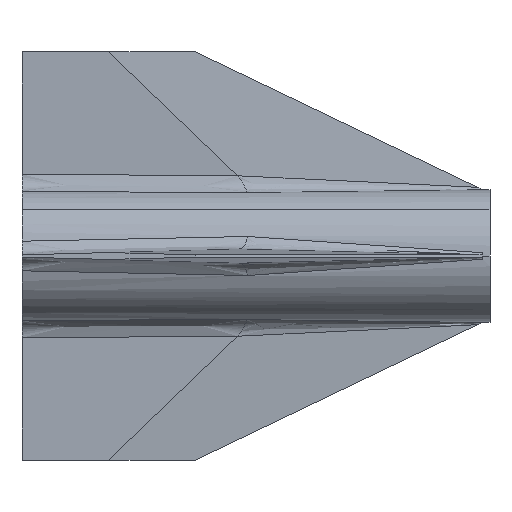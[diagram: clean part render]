
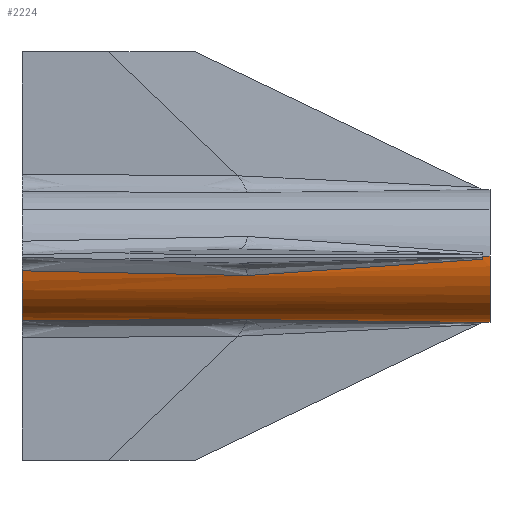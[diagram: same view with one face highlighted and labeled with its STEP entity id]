
A CAD part, left-side view. The second image highlights one B-rep face of the part: STEP entity #2224.
In plain terms, the highlighted cylindrical face has radius 28.702 mm (diameter 57.404 mm), a partial arc.
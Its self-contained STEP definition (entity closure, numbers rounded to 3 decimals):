
#1213=CARTESIAN_POINT('Vertex',(-1.41,-200.139,-28.667)) ;
#1217=CARTESIAN_POINT('Control Point',(-1.41,-200.139,-28.667)) ;
#1218=CARTESIAN_POINT('Control Point',(-1.443,-199.752,-28.666)) ;
#1219=CARTESIAN_POINT('Control Point',(-1.475,-199.364,-28.664)) ;
#1220=CARTESIAN_POINT('Control Point',(-1.508,-198.976,-28.662)) ;
#1221=CARTESIAN_POINT('Control Point',(-1.836,-195.063,-28.645)) ;
#1222=CARTESIAN_POINT('Control Point',(-2.158,-191.149,-28.623)) ;
#1223=CARTESIAN_POINT('Control Point',(-2.442,-187.623,-28.6)) ;
#1224=CARTESIAN_POINT('Control Point',(-3.859,-169.7,-28.468)) ;
#1225=CARTESIAN_POINT('Control Point',(-5.144,-151.77,-28.265)) ;
#1226=CARTESIAN_POINT('Control Point',(-6.105,-137.369,-28.069)) ;
#1227=CARTESIAN_POINT('Control Point',(-7.132,-120.889,-27.817)) ;
#1228=CARTESIAN_POINT('Control Point',(-8.086,-104.407,-27.54)) ;
#1229=CARTESIAN_POINT('Control Point',(-8.205,-102.334,-27.505)) ;
#1230=CARTESIAN_POINT('Control Point',(-8.323,-100.261,-27.469)) ;
#1231=CARTESIAN_POINT('Control Point',(-8.44,-98.187,-27.433)) ;
#1232=CARTESIAN_POINT('Vertex',(-8.44,-98.187,-27.433)) ;
#1296=CARTESIAN_POINT('Vertex',(0.,-200.067,-28.702)) ;
#1300=CARTESIAN_POINT('Control Point',(0.,-200.067,-28.702)) ;
#1301=CARTESIAN_POINT('Control Point',(-0.1,-200.067,-28.702)) ;
#1302=CARTESIAN_POINT('Control Point',(-0.2,-200.068,-28.702)) ;
#1303=CARTESIAN_POINT('Control Point',(-0.3,-200.07,-28.701)) ;
#1304=CARTESIAN_POINT('Control Point',(-0.582,-200.078,-28.697)) ;
#1305=CARTESIAN_POINT('Control Point',(-0.865,-200.093,-28.69)) ;
#1306=CARTESIAN_POINT('Control Point',(-1.047,-200.105,-28.684)) ;
#1307=CARTESIAN_POINT('Control Point',(-1.229,-200.121,-28.676)) ;
#1308=CARTESIAN_POINT('Control Point',(-1.41,-200.139,-28.667)) ;
#1479=CARTESIAN_POINT('Control Point',(-28.667,-200.139,-1.41)) ;
#1480=CARTESIAN_POINT('Control Point',(-28.666,-199.752,-1.443)) ;
#1481=CARTESIAN_POINT('Control Point',(-28.664,-199.364,-1.475)) ;
#1482=CARTESIAN_POINT('Control Point',(-28.662,-198.976,-1.508)) ;
#1483=CARTESIAN_POINT('Control Point',(-28.645,-195.063,-1.836)) ;
#1484=CARTESIAN_POINT('Control Point',(-28.623,-191.149,-2.158)) ;
#1485=CARTESIAN_POINT('Control Point',(-28.6,-187.623,-2.442)) ;
#1486=CARTESIAN_POINT('Control Point',(-28.468,-169.7,-3.859)) ;
#1487=CARTESIAN_POINT('Control Point',(-28.265,-151.77,-5.144)) ;
#1488=CARTESIAN_POINT('Control Point',(-28.069,-137.369,-6.105)) ;
#1489=CARTESIAN_POINT('Control Point',(-27.817,-120.889,-7.132)) ;
#1490=CARTESIAN_POINT('Control Point',(-27.54,-104.407,-8.086)) ;
#1491=CARTESIAN_POINT('Control Point',(-27.505,-102.334,-8.205)) ;
#1492=CARTESIAN_POINT('Control Point',(-27.469,-100.261,-8.323)) ;
#1493=CARTESIAN_POINT('Control Point',(-27.433,-98.187,-8.44)) ;
#1494=CARTESIAN_POINT('Vertex',(-28.667,-200.139,-1.41)) ;
#1496=CARTESIAN_POINT('Vertex',(-27.433,-98.187,-8.44)) ;
#1742=CARTESIAN_POINT('Control Point',(-28.667,-200.139,-1.41)) ;
#1743=CARTESIAN_POINT('Control Point',(-28.676,-200.121,-1.229)) ;
#1744=CARTESIAN_POINT('Control Point',(-28.684,-200.105,-1.047)) ;
#1745=CARTESIAN_POINT('Control Point',(-28.69,-200.093,-0.865)) ;
#1746=CARTESIAN_POINT('Control Point',(-28.697,-200.078,-0.582)) ;
#1747=CARTESIAN_POINT('Control Point',(-28.701,-200.07,-0.3)) ;
#1748=CARTESIAN_POINT('Control Point',(-28.702,-200.068,-0.2)) ;
#1749=CARTESIAN_POINT('Control Point',(-28.702,-200.067,-0.1)) ;
#1750=CARTESIAN_POINT('Control Point',(-28.702,-200.067,0.)) ;
#1751=CARTESIAN_POINT('Vertex',(-28.702,-200.067,0.)) ;
#1869=CARTESIAN_POINT('Vertex',(-28.702,-203.2,0.)) ;
#1872=CARTESIAN_POINT('Axis2P3D Location',(0.,-203.2,0.)) ;
#1876=CARTESIAN_POINT('Vertex',(-20.295,-203.2,-20.295)) ;
#1879=CARTESIAN_POINT('Axis2P3D Location',(0.,-203.2,0.)) ;
#1883=CARTESIAN_POINT('Vertex',(0.,-203.2,-28.702)) ;
#2037=CARTESIAN_POINT('Axis2P3D Location',(0.,-95.25,0.)) ;
#2124=CARTESIAN_POINT('Line Origine',(0.,-95.25,-28.702)) ;
#2186=CARTESIAN_POINT('Control Point',(-6.419,-0.508,-27.975)) ;
#2187=CARTESIAN_POINT('Control Point',(-7.093,-33.068,-27.82)) ;
#2188=CARTESIAN_POINT('Control Point',(-7.766,-65.628,-27.64)) ;
#2189=CARTESIAN_POINT('Control Point',(-8.44,-98.187,-27.433)) ;
#2190=CARTESIAN_POINT('Vertex',(-6.419,-0.508,-27.975)) ;
#2193=CARTESIAN_POINT('Line Origine',(-28.702,-95.25,0.)) ;
#2199=CARTESIAN_POINT('Control Point',(-27.975,-0.508,-6.419)) ;
#2200=CARTESIAN_POINT('Control Point',(-27.82,-33.068,-7.093)) ;
#2201=CARTESIAN_POINT('Control Point',(-27.64,-65.628,-7.766)) ;
#2202=CARTESIAN_POINT('Control Point',(-27.433,-98.187,-8.44)) ;
#2203=CARTESIAN_POINT('Vertex',(-27.975,-0.508,-6.419)) ;
#2206=CARTESIAN_POINT('Axis2P3D Location',(0.,-0.508,0.)) ;
#2126=VECTOR('Line Direction',#2125,1.) ;
#2195=VECTOR('Line Direction',#2194,1.) ;
#1873=DIRECTION('Axis2P3D Direction',(0.,1.,-0.)) ;
#1880=DIRECTION('Axis2P3D Direction',(0.,1.,-0.)) ;
#2038=DIRECTION('Axis2P3D Direction',(-0.,1.,0.)) ;
#2039=DIRECTION('Axis2P3D XDirection',(-0.707,-0.,0.707)) ;
#2125=DIRECTION('Vector Direction',(0.,1.,0.)) ;
#2194=DIRECTION('Vector Direction',(0.,1.,0.)) ;
#2207=DIRECTION('Axis2P3D Direction',(-0.,1.,0.)) ;
#1874=AXIS2_PLACEMENT_3D('Circle Axis2P3D',#1872,#1873,$) ;
#1881=AXIS2_PLACEMENT_3D('Circle Axis2P3D',#1879,#1880,$) ;
#2040=AXIS2_PLACEMENT_3D('Cylinder Axis2P3D',#2037,#2038,#2039) ;
#2208=AXIS2_PLACEMENT_3D('Circle Axis2P3D',#2206,#2207,$) ;
#2127=LINE('Line',#2124,#2126) ;
#2196=LINE('Line',#2193,#2195) ;
#1875=CIRCLE('generated circle',#1874,28.702) ;
#1882=CIRCLE('generated circle',#1881,28.702) ;
#2209=CIRCLE('generated circle',#2208,28.702) ;
#2041=CYLINDRICAL_SURFACE('generated cylinder',#2040,28.702) ;
#1234=EDGE_CURVE('',#1214,#1233,#1216,.T.) ;
#1309=EDGE_CURVE('',#1214,#1297,#1299,.F.) ;
#1498=EDGE_CURVE('',#1495,#1497,#1478,.T.) ;
#1753=EDGE_CURVE('',#1752,#1495,#1741,.F.) ;
#1878=EDGE_CURVE('',#1877,#1870,#1875,.T.) ;
#1885=EDGE_CURVE('',#1884,#1877,#1882,.T.) ;
#2128=EDGE_CURVE('',#1297,#1884,#2127,.F.) ;
#2192=EDGE_CURVE('',#1233,#2191,#2185,.F.) ;
#2197=EDGE_CURVE('',#1752,#1870,#2196,.F.) ;
#2205=EDGE_CURVE('',#1497,#2204,#2198,.F.) ;
#2210=EDGE_CURVE('',#2191,#2204,#2209,.T.) ;
#2212=ORIENTED_EDGE('',*,*,#2192,.F.) ;
#2213=ORIENTED_EDGE('',*,*,#1234,.F.) ;
#2214=ORIENTED_EDGE('',*,*,#1309,.T.) ;
#2215=ORIENTED_EDGE('',*,*,#2128,.T.) ;
#2216=ORIENTED_EDGE('',*,*,#1885,.T.) ;
#2217=ORIENTED_EDGE('',*,*,#1878,.T.) ;
#2218=ORIENTED_EDGE('',*,*,#2197,.F.) ;
#2219=ORIENTED_EDGE('',*,*,#1753,.T.) ;
#2220=ORIENTED_EDGE('',*,*,#1498,.T.) ;
#2221=ORIENTED_EDGE('',*,*,#2205,.T.) ;
#2222=ORIENTED_EDGE('',*,*,#2210,.F.) ;
#2211=EDGE_LOOP('',(#2212,#2213,#2214,#2215,#2216,#2217,#2218,#2219,#2220,#2221,#2222)) ;
#1214=VERTEX_POINT('',#1213) ;
#1233=VERTEX_POINT('',#1232) ;
#1297=VERTEX_POINT('',#1296) ;
#1495=VERTEX_POINT('',#1494) ;
#1497=VERTEX_POINT('',#1496) ;
#1752=VERTEX_POINT('',#1751) ;
#1870=VERTEX_POINT('',#1869) ;
#1877=VERTEX_POINT('',#1876) ;
#1884=VERTEX_POINT('',#1883) ;
#2191=VERTEX_POINT('',#2190) ;
#2204=VERTEX_POINT('',#2203) ;
#2224=ADVANCED_FACE('38mm sustainer can',(#2223),#2041,.T.) ;
#1216=B_SPLINE_CURVE_WITH_KNOTS('',5,(#1217,#1218,#1219,#1220,#1221,#1222,#1223,#1224,#1225,#1226,#1227,#1228,#1229,#1230,#1231),.UNSPECIFIED.,.F.,.U.,(6,3,3,3,6),(80.339,83.708,114.333,239.371,257.361),.UNSPECIFIED.) ;
#1299=B_SPLINE_CURVE_WITH_KNOTS('',5,(#1300,#1301,#1302,#1303,#1304,#1305,#1306,#1307,#1308),.UNSPECIFIED.,.F.,.U.,(6,3,6),(0.707,1.414,2.705),.UNSPECIFIED.) ;
#1478=B_SPLINE_CURVE_WITH_KNOTS('',5,(#1479,#1480,#1481,#1482,#1483,#1484,#1485,#1486,#1487,#1488,#1489,#1490,#1491,#1492,#1493),.UNSPECIFIED.,.F.,.U.,(6,3,3,3,6),(80.339,83.708,114.333,239.371,257.361),.UNSPECIFIED.) ;
#1741=B_SPLINE_CURVE_WITH_KNOTS('',5,(#1742,#1743,#1744,#1745,#1746,#1747,#1748,#1749,#1750),.UNSPECIFIED.,.F.,.U.,(6,3,6),(-1.291,0.,0.707),.UNSPECIFIED.) ;
#2185=B_SPLINE_CURVE_WITH_KNOTS('',3,(#2186,#2187,#2188,#2189),.UNSPECIFIED.,.F.,.U.,(4,4),(79.768,217.949),.UNSPECIFIED.) ;
#2198=B_SPLINE_CURVE_WITH_KNOTS('',3,(#2199,#2200,#2201,#2202),.UNSPECIFIED.,.F.,.U.,(4,4),(79.768,217.949),.UNSPECIFIED.) ;
#2223=FACE_OUTER_BOUND('',#2211,.T.) ;
